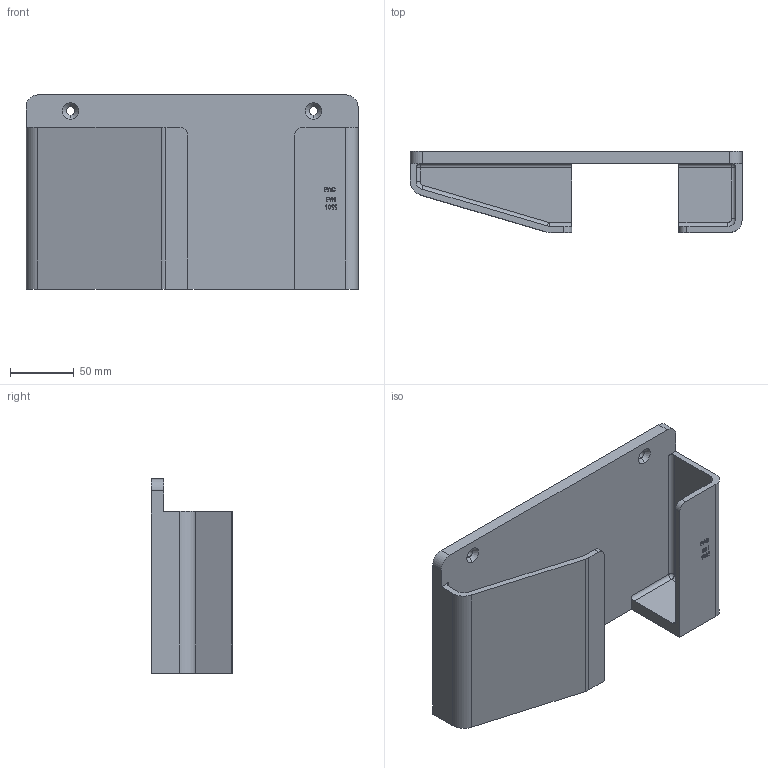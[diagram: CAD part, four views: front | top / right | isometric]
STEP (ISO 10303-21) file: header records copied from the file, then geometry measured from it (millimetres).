
FILE_DESCRIPTION (( 'STEP AP203' ), '1' );
FILE_NAME ('1011.STEP', '2010-08-19T17:33:06', ( '' ), ( '' ), 'SwSTEP 2.0', 'SolidWorks 2010', '' );
FILE_SCHEMA (( 'CONFIG_CONTROL_DESIGN' ));
Length unit declared in the file: inch
Products named in the file (1): 1011
Bounding box: 260.35 x 63.63 x 152.4 mm (x, y, z)
Volume: 588101.4 mm3; surface area: 160712.9 mm2
Topology: 1 solids, 1 shells, 162 faces, 424 edges, 276 vertices
Faces by surface type: plane 92, bspline 38, cylinder 23, cone 4, torus 3, sphere 2
Entity records: 8210 total; most frequent: CARTESIAN_POINT 4359, ORIENTED_EDGE 844, DIRECTION 649, EDGE_CURVE 422, VECTOR 293, LINE 293, VERTEX_POINT 276, EDGE_LOOP 180
